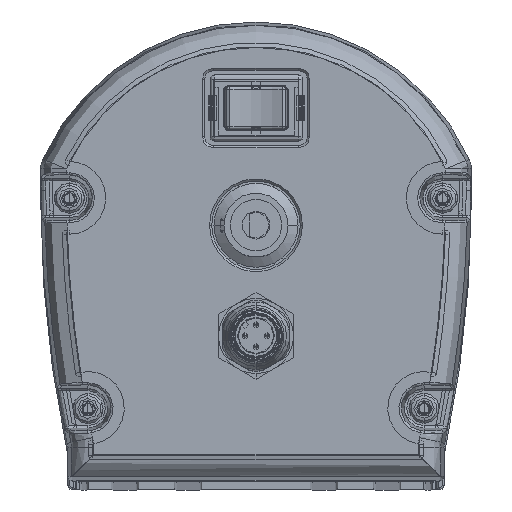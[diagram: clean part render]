
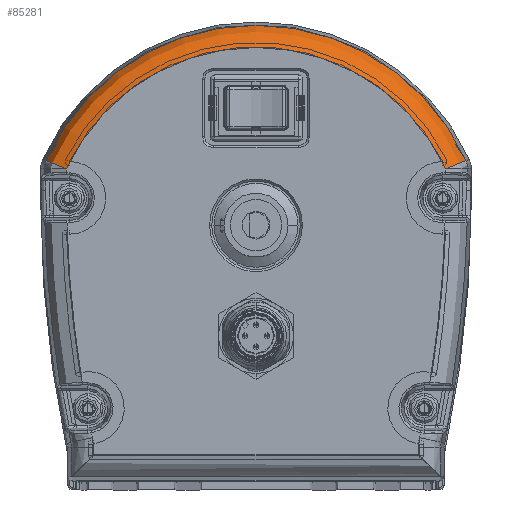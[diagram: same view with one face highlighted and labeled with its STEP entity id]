
A CAD part, top view. The second image highlights one B-rep face of the part: STEP entity #85281.
In plain terms, the highlighted toroidal (fillet/blend) face has major radius 47.144 mm and minor radius 5 mm.
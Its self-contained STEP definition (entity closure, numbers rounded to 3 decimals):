
#76042=CARTESIAN_POINT('',(0.,-13.145,45.));
#76043=DIRECTION('',(0.,0.,1.));
#76044=DIRECTION('',(0.909,0.417,0.));
#76045=AXIS2_PLACEMENT_3D('',#76042,#76043,#76044);
#77252=CARTESIAN_POINT('',(47.472,8.426,40.087));
#77253=CARTESIAN_POINT('',(47.468,8.424,40.346));
#77254=CARTESIAN_POINT('',(47.423,8.405,40.863));
#77255=CARTESIAN_POINT('',(47.245,8.329,41.618));
#77256=CARTESIAN_POINT('',(46.962,8.209,42.334));
#77257=CARTESIAN_POINT('',(46.579,8.048,42.993));
#77258=CARTESIAN_POINT('',(46.107,7.851,43.581));
#77259=CARTESIAN_POINT('',(45.556,7.622,44.082));
#77260=CARTESIAN_POINT('',(44.939,7.368,44.485));
#77261=CARTESIAN_POINT('',(44.271,7.096,44.78));
#77262=CARTESIAN_POINT('',(43.567,6.812,44.96));
#77263=CARTESIAN_POINT('',(43.085,6.621,45.));
#77264=CARTESIAN_POINT('',(42.844,6.526,45.));
#78465=CARTESIAN_POINT('',(0.,-13.145,40.087));
#78466=DIRECTION('',(0.,0.,1.));
#78467=DIRECTION('',(0.91,0.414,0.));
#78468=AXIS2_PLACEMENT_3D('',#78465,#78466,#78467);
#78474=CARTESIAN_POINT('',(-42.844,6.525,45.));
#78475=CARTESIAN_POINT('',(-43.085,6.619,
45.));
#78476=CARTESIAN_POINT('',(-43.567,6.813,
44.96));
#78477=CARTESIAN_POINT('',(-44.271,7.096,
44.78));
#78478=CARTESIAN_POINT('',(-44.939,7.368,
44.485));
#78479=CARTESIAN_POINT('',(-45.556,7.622,
44.082));
#78480=CARTESIAN_POINT('',(-46.107,7.851,
43.581));
#78481=CARTESIAN_POINT('',(-46.579,8.048,
42.993));
#78482=CARTESIAN_POINT('',(-46.962,8.209,
42.334));
#78483=CARTESIAN_POINT('',(-47.245,8.329,
41.618));
#78484=CARTESIAN_POINT('',(-47.423,8.405,
40.863));
#78485=CARTESIAN_POINT('',(-47.468,8.424,
40.346));
#78486=CARTESIAN_POINT('',(-47.472,8.426,
40.087));
#78686=CARTESIAN_POINT('',(42.844,6.526,45.));
#78687=CARTESIAN_POINT('',(-42.846,6.522,45.));
#78688=VERTEX_POINT('',#78686);
#78689=VERTEX_POINT('',#78687);
#78690=CARTESIAN_POINT('',(47.472,8.426,40.087));
#78691=CARTESIAN_POINT('',(-47.472,8.426,
40.087));
#78692=VERTEX_POINT('',#78690);
#78693=VERTEX_POINT('',#78691);
#85269=CARTESIAN_POINT('',(0.,-13.145,40.));
#85270=DIRECTION('',(0.,0.,1.));
#85271=DIRECTION('',(0.001,-1.,0.));
#85272=AXIS2_PLACEMENT_3D('',#85269,#85270,#85271);
#85273=TOROIDAL_SURFACE('',#85272,47.144,5.);
#85274=ORIENTED_EDGE('',*,*,#80519,.T.);
#85276=ORIENTED_EDGE('',*,*,#85275,.T.);
#85277=ORIENTED_EDGE('',*,*,#85263,.F.);
#85278=ORIENTED_EDGE('',*,*,#83121,.T.);
#85279=EDGE_LOOP('',(#85274,#85276,#85277,#85278));
#85280=FACE_OUTER_BOUND('',#85279,.F.);
#85281=ADVANCED_FACE('',(#85280),#85273,.T.);
#76046=CIRCLE('',#76045,47.144);
#77265=B_SPLINE_CURVE_WITH_KNOTS('',3,(#77252,#77253,#77254,#77255,#77256,
#77257,#77258,#77259,#77260,#77261,#77262,#77263,#77264),.UNSPECIFIED.,.F.,.F.,(
4,1,1,1,1,1,1,1,1,1,4),(0.,0.1,0.2,0.3,0.4,0.5,0.6,0.7,0.8,
0.9,1.),.UNSPECIFIED.);
#78469=CIRCLE('',#78468,52.143);
#78487=B_SPLINE_CURVE_WITH_KNOTS('',3,(#78474,#78475,#78476,#78477,#78478,
#78479,#78480,#78481,#78482,#78483,#78484,#78485,#78486),.UNSPECIFIED.,.F.,.F.,(
4,1,1,1,1,1,1,1,1,1,4),(0.,0.1,0.2,0.3,0.4,0.5,0.6,0.7,0.8,
0.9,1.),.UNSPECIFIED.);
#80519=EDGE_CURVE('',#78688,#78689,#76046,.T.);
#83121=EDGE_CURVE('',#78692,#78688,#77265,.T.);
#85263=EDGE_CURVE('',#78692,#78693,#78469,.T.);
#85275=EDGE_CURVE('',#78689,#78693,#78487,.T.);
